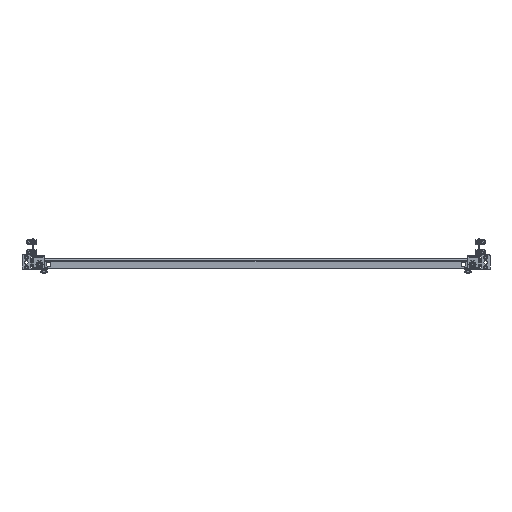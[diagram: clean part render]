
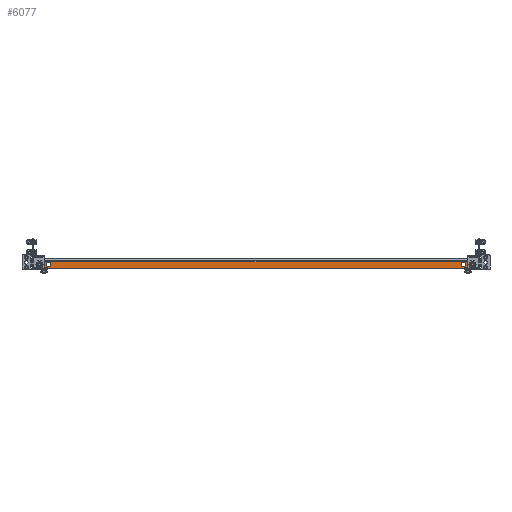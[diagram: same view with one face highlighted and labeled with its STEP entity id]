
A CAD part, front view. The second image highlights one B-rep face of the part: STEP entity #6077.
In plain terms, the highlighted planar face has unit normal (0, -1, 0).
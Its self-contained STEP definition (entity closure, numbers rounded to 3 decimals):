
#143 = ORIENTED_EDGE ( 'NONE', *, *, #11318, .F. ) ;
#238 = ORIENTED_EDGE ( 'NONE', *, *, #9616, .T. ) ;
#365 = CIRCLE ( 'NONE', #14816, 5.5 ) ;
#722 = CARTESIAN_POINT ( 'NONE',  ( -512.5, -1048., -10.5 ) ) ;
#1274 = DIRECTION ( 'NONE',  ( 0., 0., -1. ) ) ;
#1289 = CARTESIAN_POINT ( 'NONE',  ( 535., -1048., -10.5 ) ) ;
#1301 = VERTEX_POINT ( 'NONE', #12982 ) ;
#1355 = CARTESIAN_POINT ( 'NONE',  ( -535., -1048., -10.5 ) ) ;
#1529 = EDGE_CURVE ( 'NONE', #15411, #1301, #1751, .T. ) ;
#1559 = VERTEX_POINT ( 'NONE', #3815 ) ;
#1751 = LINE ( 'NONE', #1835, #18497 ) ;
#1763 = AXIS2_PLACEMENT_3D ( 'NONE', #3629, #6921, #8555 ) ;
#1835 = CARTESIAN_POINT ( 'NONE',  ( -546.146, -1048., 0. ) ) ;
#2277 = AXIS2_PLACEMENT_3D ( 'NONE', #1289, #14423, #7823 ) ;
#2329 = CARTESIAN_POINT ( 'NONE',  ( 512.5, -1048., -5. ) ) ;
#2420 = DIRECTION ( 'NONE',  ( 0., -1., 0. ) ) ;
#2500 = EDGE_CURVE ( 'NONE', #10934, #18219, #365, .T. ) ;
#2520 = CARTESIAN_POINT ( 'NONE',  ( 535., -1048., -10.5 ) ) ;
#2568 = DIRECTION ( 'NONE',  ( 0., 0., 1. ) ) ;
#2658 = VERTEX_POINT ( 'NONE', #13886 ) ;
#2694 = AXIS2_PLACEMENT_3D ( 'NONE', #2520, #13974, #9360 ) ;
#2975 = DIRECTION ( 'NONE',  ( 0., 0., -1. ) ) ;
#3083 = DIRECTION ( 'NONE',  ( 0., 0., -1. ) ) ;
#3524 = EDGE_CURVE ( 'NONE', #7725, #1559, #14769, .T. ) ;
#3559 = EDGE_CURVE ( 'NONE', #17868, #9027, #16225, .T. ) ;
#3629 = CARTESIAN_POINT ( 'NONE',  ( 512.5, -1048., -10.5 ) ) ;
#3815 = CARTESIAN_POINT ( 'NONE',  ( 535., -1048., -16. ) ) ;
#4017 = VERTEX_POINT ( 'NONE', #9350 ) ;
#4225 = EDGE_CURVE ( 'NONE', #18219, #10934, #10745, .T. ) ;
#4321 = EDGE_CURVE ( 'NONE', #4017, #2658, #10233, .T. ) ;
#4452 = PLANE ( 'NONE',  #8348 ) ;
#4519 = EDGE_LOOP ( 'NONE', ( #17793, #10590 ) ) ;
#4846 = LINE ( 'NONE', #12821, #8163 ) ;
#5358 = ORIENTED_EDGE ( 'NONE', *, *, #14503, .T. ) ;
#5407 = CARTESIAN_POINT ( 'NONE',  ( -541.146, -1048., -20. ) ) ;
#5482 = ORIENTED_EDGE ( 'NONE', *, *, #13865, .T. ) ;
#5518 = ORIENTED_EDGE ( 'NONE', *, *, #4321, .T. ) ;
#5571 = AXIS2_PLACEMENT_3D ( 'NONE', #1355, #17647, #2975 ) ;
#5887 = AXIS2_PLACEMENT_3D ( 'NONE', #20780, #12807, #3083 ) ;
#6077 = ADVANCED_FACE ( 'NONE', ( #12559, #17378, #8767, #18139, #11262 ), #4452, .F. ) ;
#6343 = DIRECTION ( 'NONE',  ( 1., 0., 0. ) ) ;
#6921 = DIRECTION ( 'NONE',  ( 0., 1., 0. ) ) ;
#6980 = ORIENTED_EDGE ( 'NONE', *, *, #3559, .F. ) ;
#7044 = DIRECTION ( 'NONE',  ( 0., -1., 0. ) ) ;
#7080 = CARTESIAN_POINT ( 'NONE',  ( 512.5, -1048., -10.5 ) ) ;
#7116 = CARTESIAN_POINT ( 'NONE',  ( 535., -1048., -5. ) ) ;
#7345 = EDGE_CURVE ( 'NONE', #15411, #15261, #13257, .T. ) ;
#7684 = VERTEX_POINT ( 'NONE', #5407 ) ;
#7725 = VERTEX_POINT ( 'NONE', #7116 ) ;
#7823 = DIRECTION ( 'NONE',  ( 0., 0., -1. ) ) ;
#7881 = DIRECTION ( 'NONE',  ( 0., 1., 0. ) ) ;
#8163 = VECTOR ( 'NONE', #11089, 1000. ) ;
#8336 = CIRCLE ( 'NONE', #5887, 5.5 ) ;
#8348 = AXIS2_PLACEMENT_3D ( 'NONE', #17436, #7881, #12965 ) ;
#8510 = CIRCLE ( 'NONE', #13826, 5.5 ) ;
#8555 = DIRECTION ( 'NONE',  ( 0., 0., -1. ) ) ;
#8767 = FACE_BOUND ( 'NONE', #17899, .T. ) ;
#9027 = VERTEX_POINT ( 'NONE', #10589 ) ;
#9226 = DIRECTION ( 'NONE',  ( 0., -1., 0. ) ) ;
#9350 = CARTESIAN_POINT ( 'NONE',  ( 541.146, -1048., -20. ) ) ;
#9360 = DIRECTION ( 'NONE',  ( 0., 0., -1. ) ) ;
#9498 = CARTESIAN_POINT ( 'NONE',  ( -512.5, -1048., -5. ) ) ;
#9532 = CIRCLE ( 'NONE', #17763, 5. ) ;
#9616 = EDGE_CURVE ( 'NONE', #7684, #4017, #9965, .T. ) ;
#9965 = LINE ( 'NONE', #15699, #19621 ) ;
#10099 = CARTESIAN_POINT ( 'NONE',  ( 546.146, -1048., -3.3 ) ) ;
#10206 = VECTOR ( 'NONE', #13812, 1000. ) ;
#10233 = CIRCLE ( 'NONE', #18477, 5. ) ;
#10589 = CARTESIAN_POINT ( 'NONE',  ( -535., -1048., -16. ) ) ;
#10590 = ORIENTED_EDGE ( 'NONE', *, *, #19789, .F. ) ;
#10719 = CARTESIAN_POINT ( 'NONE',  ( -546.146, -1048., -3.3 ) ) ;
#10745 = CIRCLE ( 'NONE', #1763, 5.5 ) ;
#10934 = VERTEX_POINT ( 'NONE', #18717 ) ;
#11089 = DIRECTION ( 'NONE',  ( 0., 0., -1. ) ) ;
#11262 = FACE_OUTER_BOUND ( 'NONE', #17090, .T. ) ;
#11318 = EDGE_CURVE ( 'NONE', #9027, #17868, #8336, .T. ) ;
#11351 = ORIENTED_EDGE ( 'NONE', *, *, #1529, .T. ) ;
#12270 = EDGE_LOOP ( 'NONE', ( #17152, #14698 ) ) ;
#12431 = CARTESIAN_POINT ( 'NONE',  ( 541.146, -1048., -15. ) ) ;
#12559 = FACE_BOUND ( 'NONE', #13297, .T. ) ;
#12730 = CARTESIAN_POINT ( 'NONE',  ( -512.5, -1048., -16. ) ) ;
#12780 = CARTESIAN_POINT ( 'NONE',  ( -541.146, -1048., -15. ) ) ;
#12807 = DIRECTION ( 'NONE',  ( 0., -1., 0. ) ) ;
#12821 = CARTESIAN_POINT ( 'NONE',  ( 546.146, -1048., 0. ) ) ;
#12896 = EDGE_CURVE ( 'NONE', #20386, #19908, #8510, .T. ) ;
#12965 = DIRECTION ( 'NONE',  ( 0., 0., 1. ) ) ;
#12982 = CARTESIAN_POINT ( 'NONE',  ( -546.146, -1048., -15. ) ) ;
#13257 = LINE ( 'NONE', #18832, #10206 ) ;
#13297 = EDGE_LOOP ( 'NONE', ( #5358, #20765 ) ) ;
#13373 = AXIS2_PLACEMENT_3D ( 'NONE', #18916, #9226, #1274 ) ;
#13590 = ORIENTED_EDGE ( 'NONE', *, *, #7345, .F. ) ;
#13812 = DIRECTION ( 'NONE',  ( 1., 0., 0. ) ) ;
#13826 = AXIS2_PLACEMENT_3D ( 'NONE', #722, #7044, #20080 ) ;
#13865 = EDGE_CURVE ( 'NONE', #1301, #7684, #9532, .T. ) ;
#13886 = CARTESIAN_POINT ( 'NONE',  ( 546.146, -1048., -15. ) ) ;
#13974 = DIRECTION ( 'NONE',  ( 0., 1., 0. ) ) ;
#14423 = DIRECTION ( 'NONE',  ( 0., 1., 0. ) ) ;
#14503 = EDGE_CURVE ( 'NONE', #1559, #7725, #20409, .T. ) ;
#14698 = ORIENTED_EDGE ( 'NONE', *, *, #4225, .T. ) ;
#14769 = CIRCLE ( 'NONE', #2277, 5.5 ) ;
#14816 = AXIS2_PLACEMENT_3D ( 'NONE', #7080, #18208, #14897 ) ;
#14897 = DIRECTION ( 'NONE',  ( 0., 0., -1. ) ) ;
#14907 = DIRECTION ( 'NONE',  ( 0., 0., -1. ) ) ;
#15261 = VERTEX_POINT ( 'NONE', #10099 ) ;
#15411 = VERTEX_POINT ( 'NONE', #10719 ) ;
#15699 = CARTESIAN_POINT ( 'NONE',  ( -549.5, -1048., -20. ) ) ;
#15883 = ORIENTED_EDGE ( 'NONE', *, *, #19836, .F. ) ;
#16225 = CIRCLE ( 'NONE', #5571, 5.5 ) ;
#17090 = EDGE_LOOP ( 'NONE', ( #238, #5518, #15883, #13590, #11351, #5482 ) ) ;
#17152 = ORIENTED_EDGE ( 'NONE', *, *, #2500, .T. ) ;
#17378 = FACE_BOUND ( 'NONE', #12270, .T. ) ;
#17436 = CARTESIAN_POINT ( 'NONE',  ( -549.5, -1048., 0. ) ) ;
#17582 = DIRECTION ( 'NONE',  ( 0., -1., 0. ) ) ;
#17647 = DIRECTION ( 'NONE',  ( 0., -1., 0. ) ) ;
#17763 = AXIS2_PLACEMENT_3D ( 'NONE', #12780, #17582, #19229 ) ;
#17793 = ORIENTED_EDGE ( 'NONE', *, *, #12896, .F. ) ;
#17868 = VERTEX_POINT ( 'NONE', #19352 ) ;
#17899 = EDGE_LOOP ( 'NONE', ( #143, #6980 ) ) ;
#18139 = FACE_BOUND ( 'NONE', #4519, .T. ) ;
#18208 = DIRECTION ( 'NONE',  ( 0., 1., 0. ) ) ;
#18219 = VERTEX_POINT ( 'NONE', #2329 ) ;
#18477 = AXIS2_PLACEMENT_3D ( 'NONE', #12431, #2420, #2568 ) ;
#18497 = VECTOR ( 'NONE', #14907, 1000. ) ;
#18717 = CARTESIAN_POINT ( 'NONE',  ( 512.5, -1048., -16. ) ) ;
#18832 = CARTESIAN_POINT ( 'NONE',  ( 549.5, -1048., -3.3 ) ) ;
#18916 = CARTESIAN_POINT ( 'NONE',  ( -512.5, -1048., -10.5 ) ) ;
#19229 = DIRECTION ( 'NONE',  ( 0., 0., 1. ) ) ;
#19352 = CARTESIAN_POINT ( 'NONE',  ( -535., -1048., -5. ) ) ;
#19551 = CIRCLE ( 'NONE', #13373, 5.5 ) ;
#19621 = VECTOR ( 'NONE', #6343, 1000. ) ;
#19789 = EDGE_CURVE ( 'NONE', #19908, #20386, #19551, .T. ) ;
#19836 = EDGE_CURVE ( 'NONE', #15261, #2658, #4846, .T. ) ;
#19908 = VERTEX_POINT ( 'NONE', #9498 ) ;
#20080 = DIRECTION ( 'NONE',  ( 0., 0., -1. ) ) ;
#20386 = VERTEX_POINT ( 'NONE', #12730 ) ;
#20409 = CIRCLE ( 'NONE', #2694, 5.5 ) ;
#20765 = ORIENTED_EDGE ( 'NONE', *, *, #3524, .T. ) ;
#20780 = CARTESIAN_POINT ( 'NONE',  ( -535., -1048., -10.5 ) ) ;
